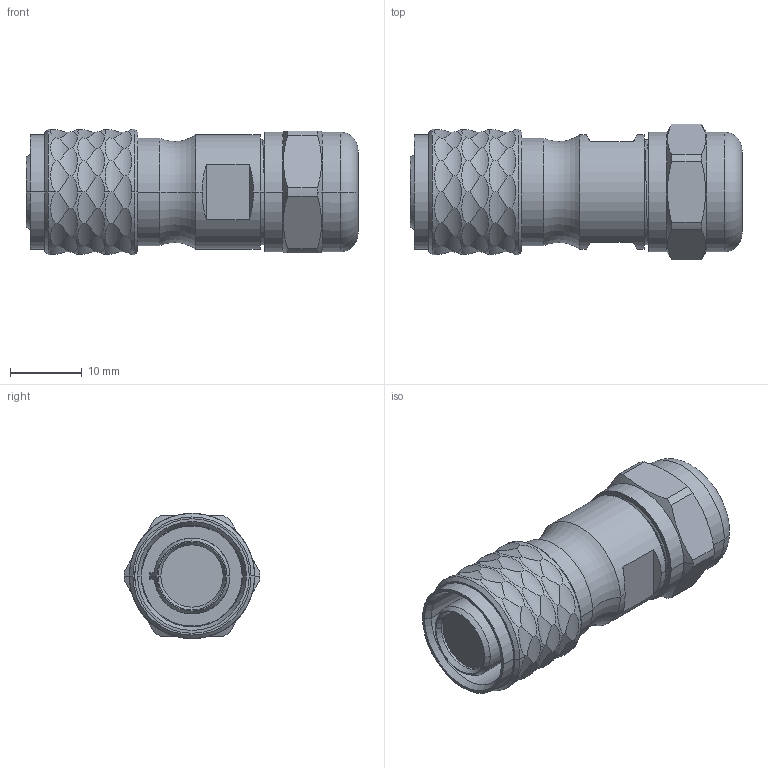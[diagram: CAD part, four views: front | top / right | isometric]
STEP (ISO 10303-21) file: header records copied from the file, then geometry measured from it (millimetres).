
FILE_DESCRIPTION((''),'2;1');
FILE_NAME('SF1210II','2022-01-20T',('Administrator'),(''),'CREO PARAMETRIC BY PTC INC, 2016130','CREO PARAMETRIC BY PTC INC, 2016130','');
FILE_SCHEMA(('CONFIG_CONTROL_DESIGN'));
Length unit declared in the file: inch
Products named in the file (1): SF1210II
Bounding box: 46.38 x 19 x 17.5 mm (x, y, z)
Volume: 7383.1 mm3; surface area: 6041.6 mm2
Topology: 1 solids, 7 shells, 287 faces, 794 edges, 534 vertices
Faces by surface type: cylinder 159, plane 85, cone 24, bspline 11, torus 8
Entity records: 12680 total; most frequent: CARTESIAN_POINT 5644, ORIENTED_EDGE 1584, DIRECTION 1297, EDGE_CURVE 792, AXIS2_PLACEMENT_3D 534, VERTEX_POINT 534, EDGE_LOOP 308, B_SPLINE_CURVE_WITH_KNOTS 305
